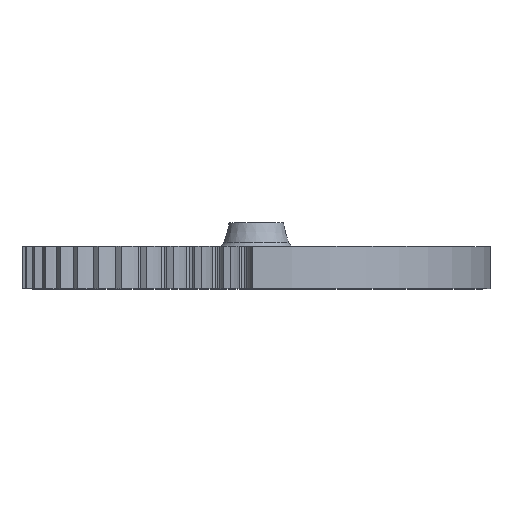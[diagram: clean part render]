
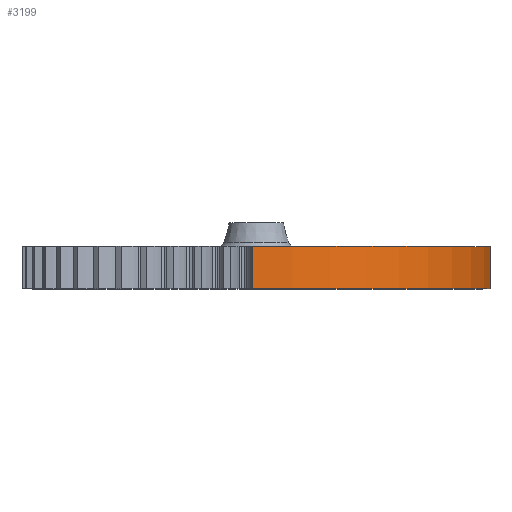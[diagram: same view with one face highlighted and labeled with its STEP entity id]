
A CAD part, top view. The second image highlights one B-rep face of the part: STEP entity #3199.
In plain terms, the highlighted cylindrical face has radius 39 mm (diameter 78 mm), a partial arc.
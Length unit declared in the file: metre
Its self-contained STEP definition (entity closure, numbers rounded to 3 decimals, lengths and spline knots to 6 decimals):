
#80=LINE('',#6346,#266);
#228=LINE('',#7033,#414);
#266=VECTOR('',#4064,1.);
#414=VECTOR('',#4310,1.);
#490=CYLINDRICAL_SURFACE('',#3546,0.039);
#1360=ORIENTED_EDGE('',*,*,#1646,.T.);
#1361=ORIENTED_EDGE('',*,*,#1961,.F.);
#1362=ORIENTED_EDGE('',*,*,#1804,.F.);
#1363=ORIENTED_EDGE('',*,*,#2109,.T.);
#1646=EDGE_CURVE('',#2146,#2145,#2481,.T.);
#1804=EDGE_CURVE('',#2303,#2304,#2583,.T.);
#1961=EDGE_CURVE('',#2304,#2145,#80,.T.);
#2109=EDGE_CURVE('',#2303,#2146,#228,.T.);
#2145=VERTEX_POINT('',#4516);
#2146=VERTEX_POINT('',#4518);
#2303=VERTEX_POINT('',#5434);
#2304=VERTEX_POINT('',#5436);
#2481=CIRCLE('',#3291,0.039);
#2583=CIRCLE('',#3395,0.039);
#2802=EDGE_LOOP('',(#1360,#1361,#1362,#1363));
#2996=FACE_BOUND('',#2802,.T.);
#3199=ADVANCED_FACE('',(#2996),#490,.T.);
#3291=AXIS2_PLACEMENT_3D('',#4517,#3639,#3640);
#3395=AXIS2_PLACEMENT_3D('',#5435,#3853,#3854);
#3546=AXIS2_PLACEMENT_3D('',#7034,#4311,#4312);
#3639=DIRECTION('',(0.,-1.,0.));
#3640=DIRECTION('',(1.,0.,0.));
#3853=DIRECTION('',(0.,-1.,0.));
#3854=DIRECTION('',(1.,0.,0.));
#4064=DIRECTION('',(0.,1.,0.));
#4310=DIRECTION('',(0.,1.,0.));
#4311=DIRECTION('',(0.,1.,0.));
#4312=DIRECTION('',(0.,0.,1.));
#4516=CARTESIAN_POINT('',(-0.000579,0.,0.038996));
#4517=CARTESIAN_POINT('',(0.,0.,0.));
#4518=CARTESIAN_POINT('',(-0.000579,0.,-0.038996));
#5434=CARTESIAN_POINT('',(-0.000579,-0.007,-0.038996));
#5435=CARTESIAN_POINT('',(0.,-0.007,0.));
#5436=CARTESIAN_POINT('',(-0.000579,-0.007,0.038996));
#6346=CARTESIAN_POINT('',(-0.000579,-0.007,0.038996));
#7033=CARTESIAN_POINT('',(-0.000579,-0.007,-0.038996));
#7034=CARTESIAN_POINT('',(0.,-0.007,0.));
